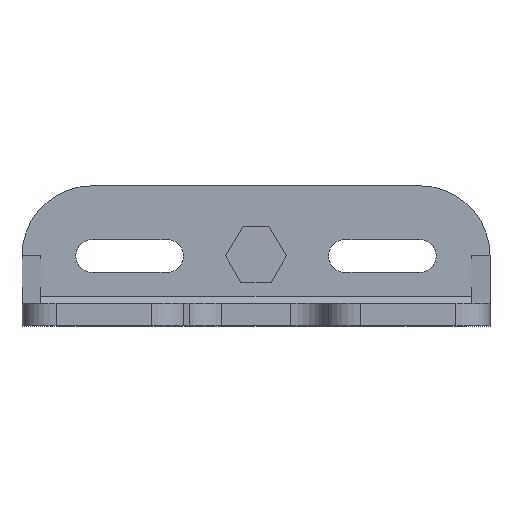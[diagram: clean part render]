
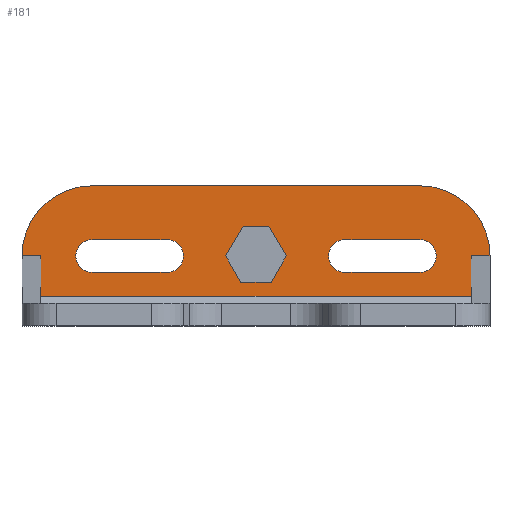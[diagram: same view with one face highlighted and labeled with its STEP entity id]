
A CAD part, top view. The second image highlights one B-rep face of the part: STEP entity #181.
In plain terms, the highlighted planar face has unit normal (0, 0, 1).
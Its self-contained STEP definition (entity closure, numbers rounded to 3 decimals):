
#181=ADVANCED_FACE('',(#268,#270,#272,#274),#276,.F.);
#268=FACE_BOUND('',#269,.T.);
#269=EDGE_LOOP('',(#847,#848,#849,#850,#851,#852,#853,#854));
#270=FACE_BOUND('',#271,.T.);
#271=EDGE_LOOP('',(#855,#856,#857,#858,#859,#860));
#272=FACE_BOUND('',#273,.T.);
#273=EDGE_LOOP('',(#861,#862,#863,#864));
#274=FACE_BOUND('',#275,.T.);
#275=EDGE_LOOP('',(#865,#866,#867,#868));
#276=PLANE('',#277);
#277=AXIS2_PLACEMENT_3D('',#278,#279,#280);
#278=CARTESIAN_POINT('',(0.,0.,4.));
#279=DIRECTION('',(0.,0.,-1.));
#280=DIRECTION('',(0.,1.,0.));
#847=ORIENTED_EDGE('',*,*,#1251,.F.);
#848=ORIENTED_EDGE('',*,*,#1252,.F.);
#849=ORIENTED_EDGE('',*,*,#1253,.T.);
#850=ORIENTED_EDGE('',*,*,#1254,.T.);
#851=ORIENTED_EDGE('',*,*,#1255,.T.);
#852=ORIENTED_EDGE('',*,*,#1256,.T.);
#853=ORIENTED_EDGE('',*,*,#1257,.F.);
#854=ORIENTED_EDGE('',*,*,#1258,.F.);
#855=ORIENTED_EDGE('',*,*,#1259,.T.);
#856=ORIENTED_EDGE('',*,*,#1260,.T.);
#857=ORIENTED_EDGE('',*,*,#1261,.T.);
#858=ORIENTED_EDGE('',*,*,#1262,.T.);
#859=ORIENTED_EDGE('',*,*,#1263,.T.);
#860=ORIENTED_EDGE('',*,*,#1264,.T.);
#861=ORIENTED_EDGE('',*,*,#1265,.F.);
#862=ORIENTED_EDGE('',*,*,#1266,.F.);
#863=ORIENTED_EDGE('',*,*,#1267,.F.);
#864=ORIENTED_EDGE('',*,*,#1268,.F.);
#865=ORIENTED_EDGE('',*,*,#1269,.T.);
#866=ORIENTED_EDGE('',*,*,#1270,.T.);
#867=ORIENTED_EDGE('',*,*,#1271,.T.);
#868=ORIENTED_EDGE('',*,*,#1272,.T.);
#1251=EDGE_CURVE('',#1470,#1471,#1472,.F.);
#1252=EDGE_CURVE('',#1473,#1470,#1474,.T.);
#1253=EDGE_CURVE('',#1473,#1475,#1476,.T.);
#1254=EDGE_CURVE('',#1475,#1477,#1478,.T.);
#1255=EDGE_CURVE('',#1477,#1479,#1480,.F.);
#1256=EDGE_CURVE('',#1479,#1481,#1482,.T.);
#1257=EDGE_CURVE('',#1483,#1481,#1484,.T.);
#1258=EDGE_CURVE('',#1471,#1483,#1485,.T.);
#1259=EDGE_CURVE('',#1486,#1487,#1488,.T.);
#1260=EDGE_CURVE('',#1487,#1489,#1490,.T.);
#1261=EDGE_CURVE('',#1489,#1491,#1492,.T.);
#1262=EDGE_CURVE('',#1491,#1493,#1494,.T.);
#1263=EDGE_CURVE('',#1493,#1495,#1496,.T.);
#1264=EDGE_CURVE('',#1495,#1486,#1497,.T.);
#1265=EDGE_CURVE('',#1498,#1499,#1500,.T.);
#1266=EDGE_CURVE('',#1501,#1498,#1502,.T.);
#1267=EDGE_CURVE('',#1503,#1501,#1504,.T.);
#1268=EDGE_CURVE('',#1499,#1503,#1505,.T.);
#1269=EDGE_CURVE('',#1506,#1507,#1508,.T.);
#1270=EDGE_CURVE('',#1507,#1509,#1510,.T.);
#1271=EDGE_CURVE('',#1509,#1511,#1512,.T.);
#1272=EDGE_CURVE('',#1511,#1506,#1513,.T.);
#1470=VERTEX_POINT('',#1849);
#1471=VERTEX_POINT('',#1850);
#1472=LINE('',#1851,#1852);
#1473=VERTEX_POINT('',#1854);
#1474=LINE('',#1855,#1856);
#1475=VERTEX_POINT('',#1858);
#1476=LINE('',#1859,#1860);
#1477=VERTEX_POINT('',#1862);
#1478=LINE('',#1863,#1864);
#1479=VERTEX_POINT('',#1866);
#1480=LINE('',#1867,#1868);
#1481=VERTEX_POINT('',#1870);
#1482=CIRCLE('',#1871,7.5);
#1483=VERTEX_POINT('',#1875);
#1484=LINE('',#1876,#1877);
#1485=CIRCLE('',#1879,7.5);
#1486=VERTEX_POINT('',#1883);
#1487=VERTEX_POINT('',#1884);
#1488=LINE('',#1885,#1886);
#1489=VERTEX_POINT('',#1888);
#1490=LINE('',#1889,#1890);
#1491=VERTEX_POINT('',#1892);
#1492=LINE('',#1893,#1894);
#1493=VERTEX_POINT('',#1896);
#1494=LINE('',#1897,#1898);
#1495=VERTEX_POINT('',#1900);
#1496=LINE('',#1901,#1902);
#1497=LINE('',#1904,#1905);
#1498=VERTEX_POINT('',#1907);
#1499=VERTEX_POINT('',#1908);
#1500=CIRCLE('',#1909,1.75);
#1501=VERTEX_POINT('',#1913);
#1502=LINE('',#1914,#1915);
#1503=VERTEX_POINT('',#1917);
#1504=CIRCLE('',#1918,1.75);
#1505=LINE('',#1922,#1923);
#1506=VERTEX_POINT('',#1925);
#1507=VERTEX_POINT('',#1926);
#1508=LINE('',#1927,#1928);
#1509=VERTEX_POINT('',#1930);
#1510=CIRCLE('',#1931,1.75);
#1511=VERTEX_POINT('',#1935);
#1512=LINE('',#1936,#1937);
#1513=CIRCLE('',#1939,1.75);
#1849=CARTESIAN_POINT('',(-23.,5.1,4.));
#1850=CARTESIAN_POINT('',(-25.,5.1,4.));
#1851=CARTESIAN_POINT('',(-25.,5.1,4.));
#1852=VECTOR('',#1853,1.);
#1853=DIRECTION('',(1.,0.,0.));
#1854=CARTESIAN_POINT('',(-23.,0.8,4.));
#1855=CARTESIAN_POINT('',(-23.,0.8,4.));
#1856=VECTOR('',#1857,1.);
#1857=DIRECTION('',(0.,1.,0.));
#1858=CARTESIAN_POINT('',(23.,0.8,4.));
#1859=CARTESIAN_POINT('',(-23.,0.8,4.));
#1860=VECTOR('',#1861,1.);
#1861=DIRECTION('',(1.,0.,0.));
#1862=CARTESIAN_POINT('',(23.,5.1,4.));
#1863=CARTESIAN_POINT('',(23.,0.8,4.));
#1864=VECTOR('',#1865,1.);
#1865=DIRECTION('',(0.,1.,0.));
#1866=CARTESIAN_POINT('',(25.,5.1,4.));
#1867=CARTESIAN_POINT('',(25.,5.1,4.));
#1868=VECTOR('',#1869,1.);
#1869=DIRECTION('',(-1.,0.,0.));
#1870=CARTESIAN_POINT('',(17.5,12.6,4.));
#1871=AXIS2_PLACEMENT_3D('',#1872,#1873,#1874);
#1872=CARTESIAN_POINT('',(17.5,5.1,4.));
#1873=DIRECTION('',(0.,0.,1.));
#1874=DIRECTION('',(1.,0.,0.));
#1875=CARTESIAN_POINT('',(-17.5,12.6,4.));
#1876=CARTESIAN_POINT('',(-17.5,12.6,4.));
#1877=VECTOR('',#1878,1.);
#1878=DIRECTION('',(1.,0.,0.));
#1879=AXIS2_PLACEMENT_3D('',#1880,#1881,#1882);
#1880=CARTESIAN_POINT('',(-17.5,5.1,4.));
#1881=DIRECTION('',(0.,0.,-1.));
#1882=DIRECTION('',(-1.,0.,0.));
#1883=CARTESIAN_POINT('',(-1.617,2.3,4.));
#1884=CARTESIAN_POINT('',(-3.233,5.1,4.));
#1885=CARTESIAN_POINT('',(-1.617,2.3,4.));
#1886=VECTOR('',#1887,1.);
#1887=DIRECTION('',(-0.5,0.866,0.));
#1888=CARTESIAN_POINT('',(-1.386,8.3,4.));
#1889=CARTESIAN_POINT('',(-3.233,5.1,4.));
#1890=VECTOR('',#1891,1.);
#1891=DIRECTION('',(0.5,0.866,0.));
#1892=CARTESIAN_POINT('',(1.386,8.3,4.));
#1893=CARTESIAN_POINT('',(-1.386,8.3,4.));
#1894=VECTOR('',#1895,1.);
#1895=DIRECTION('',(1.,0.,0.));
#1896=CARTESIAN_POINT('',(3.233,5.1,4.));
#1897=CARTESIAN_POINT('',(1.386,8.3,4.));
#1898=VECTOR('',#1899,1.);
#1899=DIRECTION('',(0.5,-0.866,0.));
#1900=CARTESIAN_POINT('',(1.617,2.3,4.));
#1901=CARTESIAN_POINT('',(3.233,5.1,4.));
#1902=VECTOR('',#1903,1.);
#1903=DIRECTION('',(-0.5,-0.866,0.));
#1904=CARTESIAN_POINT('',(1.617,2.3,4.));
#1905=VECTOR('',#1906,1.);
#1906=DIRECTION('',(-1.,0.,0.));
#1907=CARTESIAN_POINT('',(9.5,6.85,4.));
#1908=CARTESIAN_POINT('',(9.5,3.35,4.));
#1909=AXIS2_PLACEMENT_3D('',#1910,#1911,#1912);
#1910=CARTESIAN_POINT('',(9.5,5.1,4.));
#1911=DIRECTION('',(0.,0.,1.));
#1912=DIRECTION('',(0.,1.,0.));
#1913=CARTESIAN_POINT('',(17.5,6.85,4.));
#1914=CARTESIAN_POINT('',(17.5,6.85,4.));
#1915=VECTOR('',#1916,1.);
#1916=DIRECTION('',(-1.,0.,0.));
#1917=CARTESIAN_POINT('',(17.5,3.35,4.));
#1918=AXIS2_PLACEMENT_3D('',#1919,#1920,#1921);
#1919=CARTESIAN_POINT('',(17.5,5.1,4.));
#1920=DIRECTION('',(0.,0.,1.));
#1921=DIRECTION('',(0.,-1.,0.));
#1922=CARTESIAN_POINT('',(9.5,3.35,4.));
#1923=VECTOR('',#1924,1.);
#1924=DIRECTION('',(1.,0.,0.));
#1925=CARTESIAN_POINT('',(-9.5,3.35,4.));
#1926=CARTESIAN_POINT('',(-17.5,3.35,4.));
#1927=CARTESIAN_POINT('',(-9.5,3.35,4.));
#1928=VECTOR('',#1929,1.);
#1929=DIRECTION('',(-1.,0.,0.));
#1930=CARTESIAN_POINT('',(-17.5,6.85,4.));
#1931=AXIS2_PLACEMENT_3D('',#1932,#1933,#1934);
#1932=CARTESIAN_POINT('',(-17.5,5.1,4.));
#1933=DIRECTION('',(0.,0.,-1.));
#1934=DIRECTION('',(0.,-1.,0.));
#1935=CARTESIAN_POINT('',(-9.5,6.85,4.));
#1936=CARTESIAN_POINT('',(-17.5,6.85,4.));
#1937=VECTOR('',#1938,1.);
#1938=DIRECTION('',(1.,0.,0.));
#1939=AXIS2_PLACEMENT_3D('',#1940,#1941,#1942);
#1940=CARTESIAN_POINT('',(-9.5,5.1,4.));
#1941=DIRECTION('',(0.,0.,-1.));
#1942=DIRECTION('',(0.,1.,0.));
